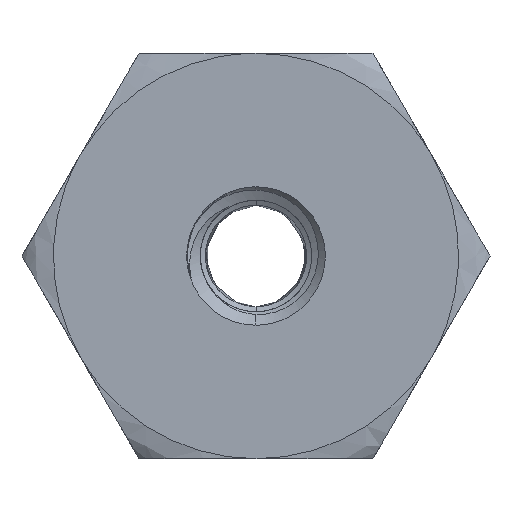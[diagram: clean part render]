
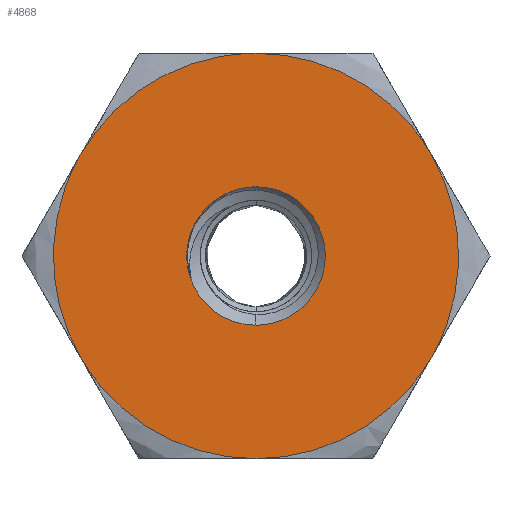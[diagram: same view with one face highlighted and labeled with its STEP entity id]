
A CAD part, front view. The second image highlights one B-rep face of the part: STEP entity #4868.
In plain terms, the highlighted free-form (B-spline) face has degree [1, 1] with [2, 2] control points.
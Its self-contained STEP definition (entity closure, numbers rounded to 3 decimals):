
#1044 = VERTEX_POINT('',#1045);
#1045 = CARTESIAN_POINT('',(0.,-3.836,-2.622));
#1050 = EDGE_CURVE('',#1044,#1051,#1053,.T.);
#1051 = VERTEX_POINT('',#1052);
#1052 = CARTESIAN_POINT('',(0.,-3.836,
    2.622));
#1053 = ( BOUNDED_CURVE() B_SPLINE_CURVE(2,(#1054,#1055,#1056,#1057,
#1058),.UNSPECIFIED.,.F.,.F.) B_SPLINE_CURVE_WITH_KNOTS((3,2,3),(
    3.142,4.712,6.283),
.PIECEWISE_BEZIER_KNOTS.) CURVE() GEOMETRIC_REPRESENTATION_ITEM() 
RATIONAL_B_SPLINE_CURVE((1.,0.707,1.,0.707,1.)) 
REPRESENTATION_ITEM('') );
#1054 = CARTESIAN_POINT('',(0.,-3.836,
    -2.622));
#1055 = CARTESIAN_POINT('',(-2.622,-3.836,
    -2.622));
#1056 = CARTESIAN_POINT('',(-2.622,-3.836,
    0.));
#1057 = CARTESIAN_POINT('',(-2.622,-3.836,
    2.622));
#1058 = CARTESIAN_POINT('',(0.,-3.836,
    2.622));
#4264 = EDGE_CURVE('',#1051,#1044,#4265,.T.);
#4265 = ( BOUNDED_CURVE() B_SPLINE_CURVE(2,(#4266,#4267,#4268,#4269,
#4270),.UNSPECIFIED.,.F.,.F.) B_SPLINE_CURVE_WITH_KNOTS((3,2,3),(0.,
1.571,3.142),.PIECEWISE_BEZIER_KNOTS.) CURVE() 
GEOMETRIC_REPRESENTATION_ITEM() RATIONAL_B_SPLINE_CURVE((1.,
0.707,1.,0.707,1.)) REPRESENTATION_ITEM('') );
#4266 = CARTESIAN_POINT('',(0.,-3.836,2.622));
#4267 = CARTESIAN_POINT('',(2.622,-3.836,
    2.622));
#4268 = CARTESIAN_POINT('',(2.622,-3.836,
    0.));
#4269 = CARTESIAN_POINT('',(2.622,-3.836,
    -2.622));
#4270 = CARTESIAN_POINT('',(0.,-3.836,
    -2.622));
#4475 = VERTEX_POINT('',#4476);
#4476 = CARTESIAN_POINT('',(0.,-3.836,
    7.673));
#4531 = VERTEX_POINT('',#4532);
#4532 = CARTESIAN_POINT('',(-6.645,-3.836,
    3.836));
#4576 = VERTEX_POINT('',#4577);
#4577 = CARTESIAN_POINT('',(-6.645,-3.836,
    -3.836));
#4621 = VERTEX_POINT('',#4622);
#4622 = CARTESIAN_POINT('',(0.,-3.836,
    -7.673));
#4671 = VERTEX_POINT('',#4672);
#4672 = CARTESIAN_POINT('',(6.645,-3.836,
    -3.836));
#4710 = VERTEX_POINT('',#4711);
#4711 = CARTESIAN_POINT('',(6.645,-3.836,
    3.836));
#4746 = EDGE_CURVE('',#4621,#4671,#4747,.T.);
#4747 = ( BOUNDED_CURVE() B_SPLINE_CURVE(2,(#4748,#4749,#4750),
.UNSPECIFIED.,.F.,.F.) B_SPLINE_CURVE_WITH_KNOTS((3,3),(0.,
1.047),.PIECEWISE_BEZIER_KNOTS.) CURVE() 
GEOMETRIC_REPRESENTATION_ITEM() RATIONAL_B_SPLINE_CURVE((1.,
0.866,1.)) REPRESENTATION_ITEM('') );
#4748 = CARTESIAN_POINT('',(0.,-3.836,-7.673));
#4749 = CARTESIAN_POINT('',(4.43,-3.836,
    -7.673));
#4750 = CARTESIAN_POINT('',(6.645,-3.836,
    -3.836));
#4767 = EDGE_CURVE('',#4710,#4671,#4768,.T.);
#4768 = ( BOUNDED_CURVE() B_SPLINE_CURVE(2,(#4769,#4770,#4771),
.UNSPECIFIED.,.F.,.F.) B_SPLINE_CURVE_WITH_KNOTS((3,3),(4.189,
5.236),.PIECEWISE_BEZIER_KNOTS.) CURVE() 
GEOMETRIC_REPRESENTATION_ITEM() RATIONAL_B_SPLINE_CURVE((1.,
0.866,1.)) REPRESENTATION_ITEM('') );
#4769 = CARTESIAN_POINT('',(6.645,-3.836,
    3.836));
#4770 = CARTESIAN_POINT('',(8.86,-3.836,
    0.));
#4771 = CARTESIAN_POINT('',(6.645,-3.836,
    -3.836));
#4789 = EDGE_CURVE('',#4475,#4710,#4790,.T.);
#4790 = ( BOUNDED_CURVE() B_SPLINE_CURVE(2,(#4791,#4792,#4793),
.UNSPECIFIED.,.F.,.F.) B_SPLINE_CURVE_WITH_KNOTS((3,3),(3.142,
4.189),.PIECEWISE_BEZIER_KNOTS.) CURVE() 
GEOMETRIC_REPRESENTATION_ITEM() RATIONAL_B_SPLINE_CURVE((1.,
0.866,1.)) REPRESENTATION_ITEM('') );
#4791 = CARTESIAN_POINT('',(0.,-3.836,
    7.673));
#4792 = CARTESIAN_POINT('',(4.43,-3.836,
    7.673));
#4793 = CARTESIAN_POINT('',(6.645,-3.836,
    3.836));
#4809 = EDGE_CURVE('',#4531,#4475,#4810,.T.);
#4810 = ( BOUNDED_CURVE() B_SPLINE_CURVE(2,(#4811,#4812,#4813),
.UNSPECIFIED.,.F.,.F.) B_SPLINE_CURVE_WITH_KNOTS((3,3),(2.094,
3.142),.PIECEWISE_BEZIER_KNOTS.) CURVE() 
GEOMETRIC_REPRESENTATION_ITEM() RATIONAL_B_SPLINE_CURVE((1.,
0.866,1.)) REPRESENTATION_ITEM('') );
#4811 = CARTESIAN_POINT('',(-6.645,-3.836,
    3.836));
#4812 = CARTESIAN_POINT('',(-4.43,-3.836,
    7.673));
#4813 = CARTESIAN_POINT('',(0.,-3.836,
    7.673));
#4830 = EDGE_CURVE('',#4576,#4531,#4831,.T.);
#4831 = ( BOUNDED_CURVE() B_SPLINE_CURVE(2,(#4832,#4833,#4834),
.UNSPECIFIED.,.F.,.F.) B_SPLINE_CURVE_WITH_KNOTS((3,3),(1.047,
2.094),.PIECEWISE_BEZIER_KNOTS.) CURVE() 
GEOMETRIC_REPRESENTATION_ITEM() RATIONAL_B_SPLINE_CURVE((1.,
0.866,1.)) REPRESENTATION_ITEM('') );
#4832 = CARTESIAN_POINT('',(-6.645,-3.836,
    -3.836));
#4833 = CARTESIAN_POINT('',(-8.86,-3.836,
    0.));
#4834 = CARTESIAN_POINT('',(-6.645,-3.836,
    3.836));
#4851 = EDGE_CURVE('',#4621,#4576,#4852,.T.);
#4852 = ( BOUNDED_CURVE() B_SPLINE_CURVE(2,(#4853,#4854,#4855),
.UNSPECIFIED.,.F.,.F.) B_SPLINE_CURVE_WITH_KNOTS((3,3),(0.,
1.047),.PIECEWISE_BEZIER_KNOTS.) CURVE() 
GEOMETRIC_REPRESENTATION_ITEM() RATIONAL_B_SPLINE_CURVE((1.,
0.866,1.)) REPRESENTATION_ITEM('') );
#4853 = CARTESIAN_POINT('',(0.,-3.836,-7.673));
#4854 = CARTESIAN_POINT('',(-4.43,-3.836,
    -7.673));
#4855 = CARTESIAN_POINT('',(-6.645,-3.836,
    -3.836));
#4868 = ADVANCED_FACE('',(#4869,#4873),#4881,.F.);
#4869 = FACE_BOUND('',#4870,.T.);
#4870 = EDGE_LOOP('',(#4871,#4872));
#4871 = ORIENTED_EDGE('',*,*,#1050,.T.);
#4872 = ORIENTED_EDGE('',*,*,#4264,.T.);
#4873 = FACE_BOUND('',#4874,.T.);
#4874 = EDGE_LOOP('',(#4875,#4876,#4877,#4878,#4879,#4880));
#4875 = ORIENTED_EDGE('',*,*,#4851,.F.);
#4876 = ORIENTED_EDGE('',*,*,#4746,.T.);
#4877 = ORIENTED_EDGE('',*,*,#4767,.F.);
#4878 = ORIENTED_EDGE('',*,*,#4789,.F.);
#4879 = ORIENTED_EDGE('',*,*,#4809,.F.);
#4880 = ORIENTED_EDGE('',*,*,#4830,.F.);
#4881 = B_SPLINE_SURFACE_WITH_KNOTS('',1,1,(
    (#4882,#4883)
    ,(#4884,#4885
    )),.UNSPECIFIED.,.F.,.F.,.F.,(2,2),(2,2),(-6.,6.),(-6.,6.),
  .PIECEWISE_BEZIER_KNOTS.);
#4882 = CARTESIAN_POINT('',(-7.673,-3.836,
    -7.673));
#4883 = CARTESIAN_POINT('',(7.673,-3.836,
    -7.673));
#4884 = CARTESIAN_POINT('',(-7.673,-3.836,
    7.673));
#4885 = CARTESIAN_POINT('',(7.673,-3.836,
    7.673));
